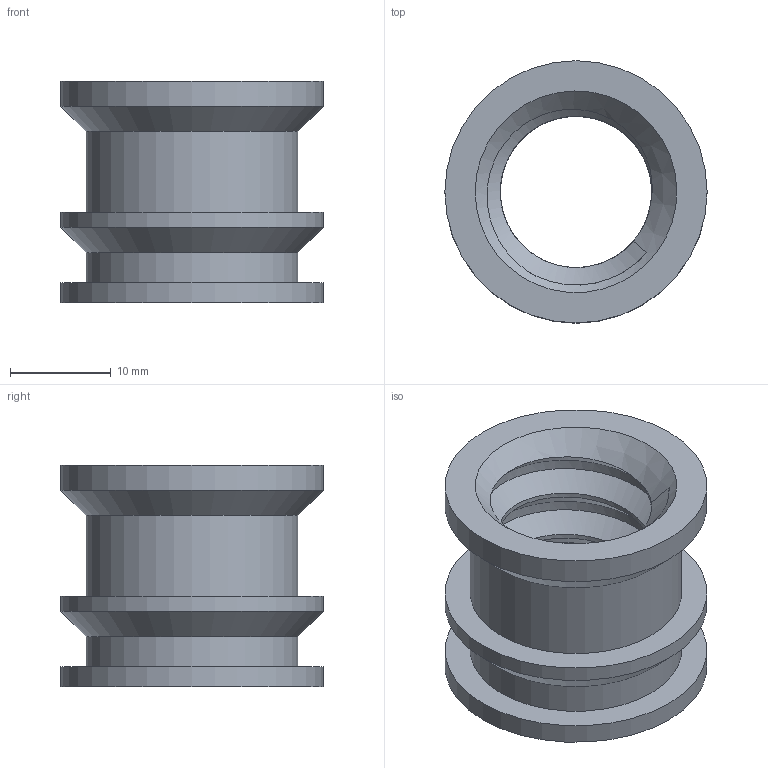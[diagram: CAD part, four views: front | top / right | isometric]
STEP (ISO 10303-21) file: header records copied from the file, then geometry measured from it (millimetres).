
FILE_DESCRIPTION(/* description */ ('STEP AP242','CAx-IF Rec.Pracs.---Representation and Presentation of Product Manufacturing Information (PMI)---4.0---2014-10-13','CAx-IF Rec.Pracs.---3D Tessellated Geometry---0.4---2014-09-14','2;1'),/* implementation_level */ '2;1');
FILE_NAME(/* name */ '63a8ab07bf71824bba43e767',/* time_stamp */ '2022-12-25T19:56:56+00:00',/* author */ (''),/* organization */ (''),/* preprocessor_version */ 'ST-DEVELOPER v18.102',/* originating_system */ ' ',/* authorisation */ ' ');
FILE_SCHEMA (('AP242_MANAGED_MODEL_BASED_3D_ENGINEERING_MIM_LF { 1 0 10303 442 1 1 4 }'));
Length unit declared in the file: metre
Products named in the file (1): backplate_hose_adapter_18mm
Bounding box: 26 x 26 x 22 mm (x, y, z)
Volume: 4054.4 mm3; surface area: 4083.6 mm2
Topology: 1 solids, 1 shells, 18 faces, 38 edges, 24 vertices
Faces by surface type: cylinder 7, plane 5, cone 4, bspline 2
Full cylindrical faces by diameter (mm): 21 x2, 26 x3
Entity records: 898 total; most frequent: CARTESIAN_POINT 547, DIRECTION 68, ORIENTED_EDGE 54, AXIS2_PLACEMENT_3D 33, EDGE_LOOP 31, FACE_BOUND 31, EDGE_CURVE 27, VERTEX_POINT 22
